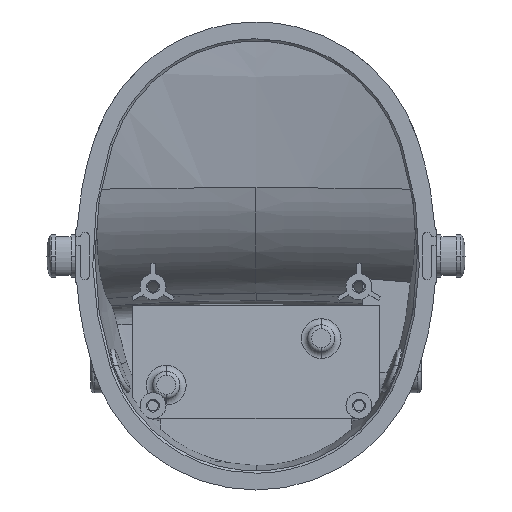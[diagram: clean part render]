
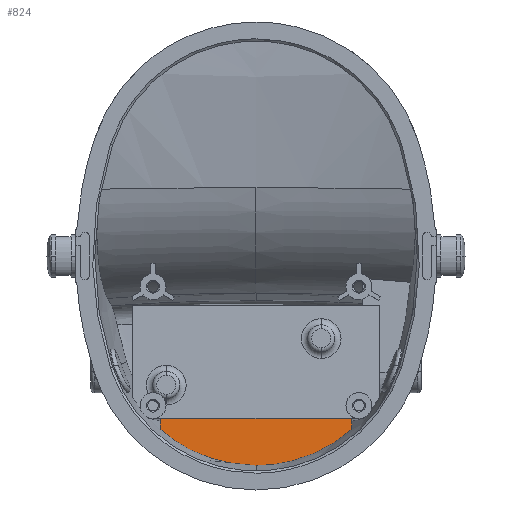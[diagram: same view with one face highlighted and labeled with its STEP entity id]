
A CAD part, top view. The second image highlights one B-rep face of the part: STEP entity #824.
In plain terms, the highlighted planar face has unit normal (0, 0.045, 0.999).
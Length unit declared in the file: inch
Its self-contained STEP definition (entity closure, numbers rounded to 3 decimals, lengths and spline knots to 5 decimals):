
#322 = CARTESIAN_POINT ( 'NONE',  ( 0.87198, -1.47913, -0.88684 ) ) ;
#390 = CARTESIAN_POINT ( 'NONE',  ( -0.19782, -1.89312, -0.86814 ) ) ;
#656 = EDGE_CURVE ( 'NONE', #5671, #6936, #7520, .T. ) ;
#824 = ADVANCED_FACE ( 'NONE', ( #11145 ), #13246, .F. ) ;
#1141 = B_SPLINE_CURVE_WITH_KNOTS ( 'NONE', 3,
 ( #4919, #4845, #5576, #2534, #15547, #17210, #3699, #11916, #3297, #20627, #4557, #2347, #19646, #14737, #18599, #2278, #14945, #5539 ),
 .UNSPECIFIED., .F., .F.,
 ( 4, 2, 2, 2, 2, 2, 2, 2, 4 ),
 ( 0., 0.00602, 0.00903, 0.01053, 0.01204, 0.01805, 0.02106, 0.02257, 0.02407 ),
 .UNSPECIFIED. ) ;
#1757 = DIRECTION ( 'NONE',  ( 0., -0.999, 0.045 ) ) ;
#1920 = CARTESIAN_POINT ( 'NONE',  ( -0.87198, -1.57795, -0.88238 ) ) ;
#2074 = CARTESIAN_POINT ( 'NONE',  ( 0.87198, -2.17019, -0.85563 ) ) ;
#2132 = CARTESIAN_POINT ( 'NONE',  ( -0.27553, -1.87894, -0.86878 ) ) ;
#2278 = CARTESIAN_POINT ( 'NONE',  ( 0.04011, -1.90699, -0.86751 ) ) ;
#2304 = LINE ( 'NONE', #7587, #20247 ) ;
#2347 = CARTESIAN_POINT ( 'NONE',  ( 0.19876, -1.89298, -0.86815 ) ) ;
#2466 = AXIS2_PLACEMENT_3D ( 'NONE', #19798, #10246, #1757 ) ;
#2534 = CARTESIAN_POINT ( 'NONE',  ( 0.64653, -1.73876, -0.87511 ) ) ;
#3297 = CARTESIAN_POINT ( 'NONE',  ( 0.48488, -1.81523, -0.87166 ) ) ;
#3423 = LINE ( 'NONE', #17163, #11104 ) ;
#3555 = CARTESIAN_POINT ( 'NONE',  ( -0.31409, -1.87011, -0.86918 ) ) ;
#3568 = ORIENTED_EDGE ( 'NONE', *, *, #9951, .F. ) ;
#3624 = CARTESIAN_POINT ( 'NONE',  ( -0.37146, -1.8542, -0.8699 ) ) ;
#3699 = CARTESIAN_POINT ( 'NONE',  ( 0.54014, -1.79192, -0.87271 ) ) ;
#3927 = VECTOR ( 'NONE', #16597, 39.37008 ) ;
#4557 = CARTESIAN_POINT ( 'NONE',  ( 0.31536, -1.87162, -0.86911 ) ) ;
#4845 = CARTESIAN_POINT ( 'NONE',  ( 0.81192, -1.63091, -0.87999 ) ) ;
#4919 = CARTESIAN_POINT ( 'NONE',  ( 0.87198, -1.57795, -0.88238 ) ) ;
#5218 = CARTESIAN_POINT ( 'NONE',  ( -0.61193, -1.75954, -0.87417 ) ) ;
#5539 = CARTESIAN_POINT ( 'NONE',  ( 0.00007, -1.90744, -0.86749 ) ) ;
#5576 = CARTESIAN_POINT ( 'NONE',  ( 0.74799, -1.67764, -0.87787 ) ) ;
#5671 = VERTEX_POINT ( 'NONE', #6442 ) ;
#6026 = CARTESIAN_POINT ( 'NONE',  ( -0.87198, -1.47913, -0.88684 ) ) ;
#6131 = EDGE_LOOP ( 'NONE', ( #3568, #7037, #19271, #10710, #19145 ) ) ;
#6442 = CARTESIAN_POINT ( 'NONE',  ( 0.00007, -1.90744, -0.86749 ) ) ;
#6868 = CARTESIAN_POINT ( 'NONE',  ( -0.71348, -1.69845, -0.87693 ) ) ;
#6936 = VERTEX_POINT ( 'NONE', #19636 ) ;
#7037 = ORIENTED_EDGE ( 'NONE', *, *, #20162, .T. ) ;
#7445 = CARTESIAN_POINT ( 'NONE',  ( -0.04986, -1.90654, -0.86754 ) ) ;
#7520 = B_SPLINE_CURVE_WITH_KNOTS ( 'NONE', 3,
 ( #14998, #17245, #18316, #10058, #7445, #19896, #13928, #12277, #390, #2132, #3555, #3624, #16657, #15218, #13489, #11700, #5218, #6868, #13571, #20114, #15071, #1920 ),
 .UNSPECIFIED., .F., .F.,
 ( 4, 2, 2, 2, 2, 2, 2, 2, 2, 2, 4 ),
 ( 0.00003, 0.00078, 0.00154, 0.00304, 0.00605, 0.00906, 0.01056, 0.01207, 0.01809, 0.0211, 0.02411 ),
 .UNSPECIFIED. ) ;
#7587 = CARTESIAN_POINT ( 'NONE',  ( -0.87198, -2.17019, -0.85563 ) ) ;
#8019 = DIRECTION ( 'NONE',  ( 0., 0.999, -0.045 ) ) ;
#8295 = LINE ( 'NONE', #2074, #3927 ) ;
#8790 = CARTESIAN_POINT ( 'NONE',  ( 0.87198, -1.57795, -0.88238 ) ) ;
#8801 = EDGE_CURVE ( 'NONE', #6936, #20349, #2304, .T. ) ;
#9951 = EDGE_CURVE ( 'NONE', #13827, #5671, #1141, .T. ) ;
#10058 = CARTESIAN_POINT ( 'NONE',  ( -0.03991, -1.90689, -0.86752 ) ) ;
#10246 = DIRECTION ( 'NONE',  ( 0., -0.045, -0.999 ) ) ;
#10710 = ORIENTED_EDGE ( 'NONE', *, *, #8801, .F. ) ;
#11104 = VECTOR ( 'NONE', #18607, 39.37008 ) ;
#11145 = FACE_OUTER_BOUND ( 'NONE', #6131, .T. ) ;
#11700 = CARTESIAN_POINT ( 'NONE',  ( -0.54079, -1.79412, -0.87261 ) ) ;
#11916 = CARTESIAN_POINT ( 'NONE',  ( 0.50349, -1.80772, -0.872 ) ) ;
#12277 = CARTESIAN_POINT ( 'NONE',  ( -0.15867, -1.89846, -0.8679 ) ) ;
#13246 = PLANE ( 'NONE',  #2466 ) ;
#13489 = CARTESIAN_POINT ( 'NONE',  ( -0.44739, -1.8294, -0.87102 ) ) ;
#13571 = CARTESIAN_POINT ( 'NONE',  ( -0.74646, -1.67655, -0.87792 ) ) ;
#13827 = VERTEX_POINT ( 'NONE', #8790 ) ;
#13928 = CARTESIAN_POINT ( 'NONE',  ( -0.09949, -1.90383, -0.86766 ) ) ;
#14737 = CARTESIAN_POINT ( 'NONE',  ( 0.10005, -1.90379, -0.86766 ) ) ;
#14945 = CARTESIAN_POINT ( 'NONE',  ( 0.0201, -1.90735, -0.8675 ) ) ;
#14998 = CARTESIAN_POINT ( 'NONE',  ( 0.00007, -1.90744, -0.86749 ) ) ;
#15071 = CARTESIAN_POINT ( 'NONE',  ( -0.84193, -1.60444, -0.88118 ) ) ;
#15218 = CARTESIAN_POINT ( 'NONE',  ( -0.42846, -1.83607, -0.87072 ) ) ;
#15547 = CARTESIAN_POINT ( 'NONE',  ( 0.61178, -1.75763, -0.87426 ) ) ;
#16597 = DIRECTION ( 'NONE',  ( 0., 0.999, -0.045 ) ) ;
#16657 = CARTESIAN_POINT ( 'NONE',  ( -0.39051, -1.84846, -0.87016 ) ) ;
#17163 = CARTESIAN_POINT ( 'NONE',  ( 0., -1.47913, -0.88684 ) ) ;
#17210 = CARTESIAN_POINT ( 'NONE',  ( 0.55823, -1.78363, -0.87309 ) ) ;
#17245 = CARTESIAN_POINT ( 'NONE',  ( -0.00994, -1.90739, -0.8675 ) ) ;
#17867 = VERTEX_POINT ( 'NONE', #322 ) ;
#18316 = CARTESIAN_POINT ( 'NONE',  ( -0.01995, -1.90733, -0.8675 ) ) ;
#18599 = CARTESIAN_POINT ( 'NONE',  ( 0.08013, -1.90515, -0.8676 ) ) ;
#18607 = DIRECTION ( 'NONE',  ( 1., 0., 0. ) ) ;
#18937 = EDGE_CURVE ( 'NONE', #20349, #17867, #3423, .T. ) ;
#19145 = ORIENTED_EDGE ( 'NONE', *, *, #656, .F. ) ;
#19271 = ORIENTED_EDGE ( 'NONE', *, *, #18937, .F. ) ;
#19636 = CARTESIAN_POINT ( 'NONE',  ( -0.87198, -1.57795, -0.88238 ) ) ;
#19646 = CARTESIAN_POINT ( 'NONE',  ( 0.15951, -1.89836, -0.8679 ) ) ;
#19798 = CARTESIAN_POINT ( 'NONE',  ( 0., -2.17019, -0.85563 ) ) ;
#19896 = CARTESIAN_POINT ( 'NONE',  ( -0.07968, -1.90518, -0.8676 ) ) ;
#20114 = CARTESIAN_POINT ( 'NONE',  ( -0.81065, -1.62958, -0.88005 ) ) ;
#20162 = EDGE_CURVE ( 'NONE', #13827, #17867, #8295, .T. ) ;
#20247 = VECTOR ( 'NONE', #8019, 39.37008 ) ;
#20349 = VERTEX_POINT ( 'NONE', #6026 ) ;
#20627 = CARTESIAN_POINT ( 'NONE',  ( 0.39157, -1.8505, -0.87007 ) ) ;
